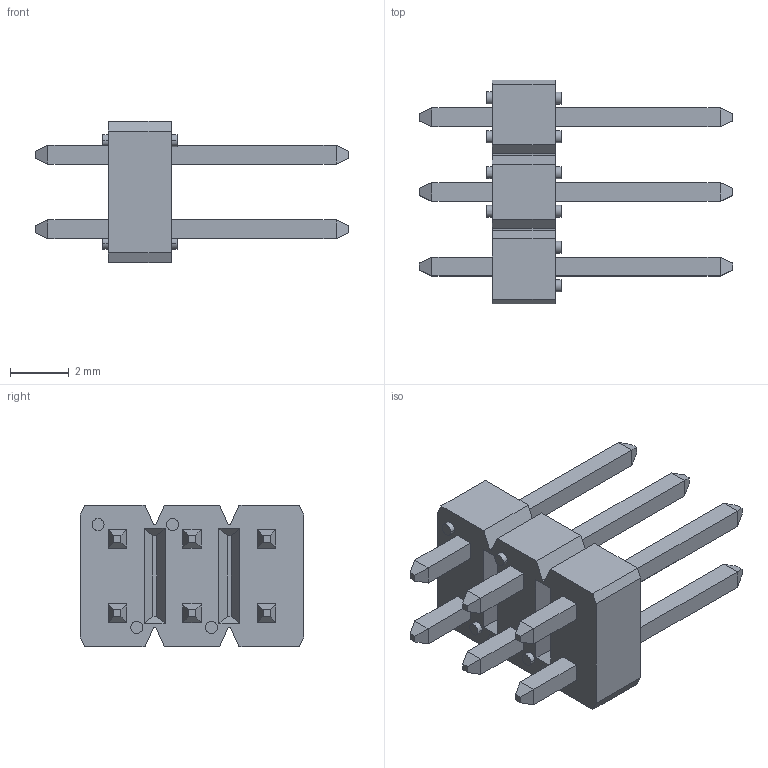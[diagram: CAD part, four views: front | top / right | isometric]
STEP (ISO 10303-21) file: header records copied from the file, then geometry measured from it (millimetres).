
FILE_DESCRIPTION((''),'2;1');
FILE_NAME('MSBR-1','2014-07-09T',('guohe'),('FCI'),'PRO/ENGINEER BY PARAMETRIC TECHNOLOGY CORPORATION, 2013150','PRO/ENGINEER BY PARAMETRIC TECHNOLOGY CORPORATION, 2013150','');
FILE_SCHEMA(('AUTOMOTIVE_DESIGN { 1 0 10303 214 1 1 1 1 }'));
Length unit declared in the file: millimetre
Products named in the file (1): MSBR-1
Bounding box: 10.67 x 7.62 x 4.83 mm (x, y, z)
Volume: 94.3 mm3; surface area: 264.1 mm2
Topology: 1 solids, 1 shells, 184 faces, 420 edges, 264 vertices
Faces by surface type: plane 164, cylinder 20
Entity records: 5267 total; most frequent: CARTESIAN_POINT 870, ORIENTED_EDGE 840, DIRECTION 828, EDGE_CURVE 420, VECTOR 380, LINE 380, VERTEX_POINT 264, AXIS2_PLACEMENT_3D 224
